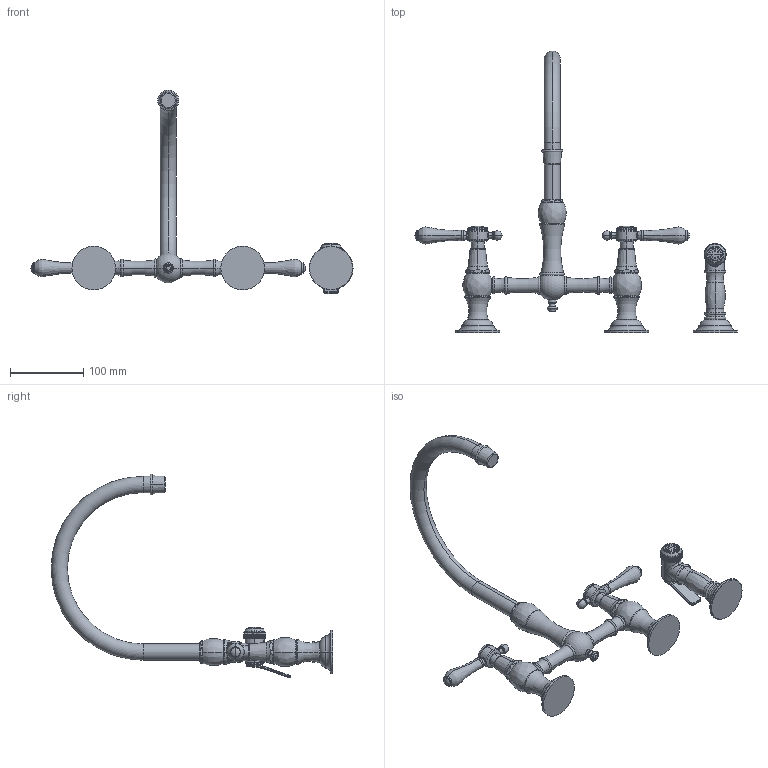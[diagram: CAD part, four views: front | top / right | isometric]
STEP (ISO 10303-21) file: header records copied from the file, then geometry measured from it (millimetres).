
FILE_DESCRIPTION((''),'2;1');
FILE_NAME('9458','2021-02-26T11:19:10',('rsmith'),(''),'CREO PARAMETRIC BY PTC INC, 2018400','CREO PARAMETRIC BY PTC INC, 2018400','');
FILE_SCHEMA(('AUTOMOTIVE_DESIGN { 1 0 10303 214 1 1 1 1 }'));
Length unit declared in the file: inch
Products named in the file (1): 9458
Bounding box: 439.36 x 384.45 x 278.12 mm (x, y, z)
Volume: 691661.1 mm3; surface area: 131092.3 mm2
Topology: 4 solids, 6 shells, 991 faces, 2598 edges, 1646 vertices
Faces by surface type: plane 400, cylinder 271, torus 151, bspline 77, cone 50, sphere 30, extrusion 8, revolution 4
Entity records: 58402 total; most frequent: CARTESIAN_POINT 17014, ORIENTED_EDGE 5172, DIRECTION 4989, PRESENTATION_STYLE_ASSIGNMENT 3507, STYLED_ITEM 2594, CURVE_STYLE 2590, EDGE_CURVE 2586, AXIS2_PLACEMENT_3D 1999
